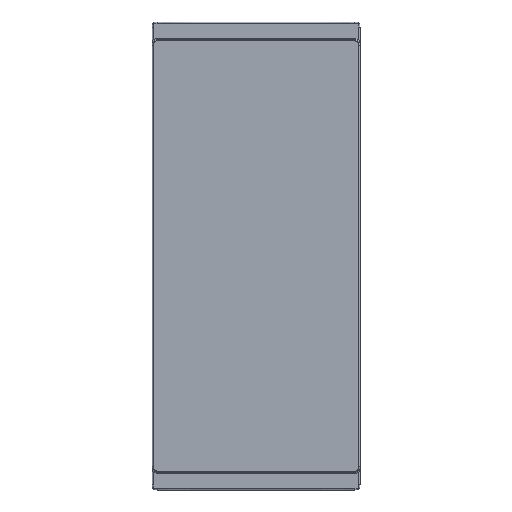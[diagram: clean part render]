
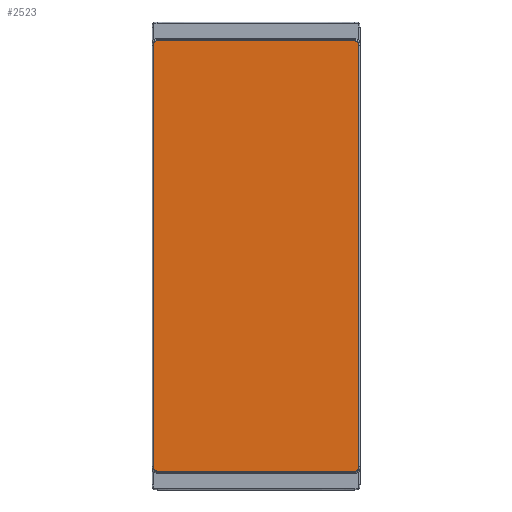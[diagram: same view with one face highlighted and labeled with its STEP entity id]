
A CAD part, front view. The second image highlights one B-rep face of the part: STEP entity #2523.
In plain terms, the highlighted planar face has unit normal (0, -1, 0).
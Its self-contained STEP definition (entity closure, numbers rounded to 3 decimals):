
#1 = CARTESIAN_POINT ( 'NONE',  ( -99., 0., -202.762 ) ) ;
#26 = CARTESIAN_POINT ( 'NONE',  ( 99., 0., -205.118 ) ) ;
#33 = CARTESIAN_POINT ( 'NONE',  ( -99., 0., 202.762 ) ) ;
#45 = VERTEX_POINT ( 'NONE', #1734 ) ;
#69 = ORIENTED_EDGE ( 'NONE', *, *, #1138, .T. ) ;
#242 = CARTESIAN_POINT ( 'NONE',  ( -99., 0., 205.118 ) ) ;
#273 = VERTEX_POINT ( 'NONE', #1 ) ;
#284 = EDGE_CURVE ( 'NONE', #2183, #2464, #2852, .T. ) ;
#462 = ORIENTED_EDGE ( 'NONE', *, *, #2468, .T. ) ;
#497 = LINE ( 'NONE', #2142, #2899 ) ;
#550 = CARTESIAN_POINT ( 'NONE',  ( -97.343, 0., 206.784 ) ) ;
#609 = CARTESIAN_POINT ( 'NONE',  ( -97.343, 0., -206.784 ) ) ;
#620 =( BOUNDED_CURVE ( )  B_SPLINE_CURVE ( 3, ( #3327, #2487, #609, #2798 ),
 .UNSPECIFIED., .F., .T. ) 
 B_SPLINE_CURVE_WITH_KNOTS ( ( 4, 4 ),
 ( 1.571, 3.142 ),
 .UNSPECIFIED. ) 
 CURVE ( )  GEOMETRIC_REPRESENTATION_ITEM ( )  RATIONAL_B_SPLINE_CURVE ( ( 1., 0.805, 0.805, 1. ) ) 
 REPRESENTATION_ITEM ( '' )  );
#834 = EDGE_CURVE ( 'NONE', #2660, #2183, #2981, .T. ) ;
#844 = CARTESIAN_POINT ( 'NONE',  ( 99., 0., 202.657 ) ) ;
#892 = CARTESIAN_POINT ( 'NONE',  ( -95., 0., 206.784 ) ) ;
#920 = VERTEX_POINT ( 'NONE', #2214 ) ;
#974 = VECTOR ( 'NONE', #3036, 1000. ) ;
#1005 = CARTESIAN_POINT ( 'NONE',  ( 99., 0., 202.762 ) ) ;
#1046 =( BOUNDED_CURVE ( )  B_SPLINE_CURVE ( 3, ( #2746, #550, #242, #2440 ),
 .UNSPECIFIED., .F., .T. ) 
 B_SPLINE_CURVE_WITH_KNOTS ( ( 4, 4 ),
 ( 0., 1.571 ),
 .UNSPECIFIED. ) 
 CURVE ( )  GEOMETRIC_REPRESENTATION_ITEM ( )  RATIONAL_B_SPLINE_CURVE ( ( 1., 0.805, 0.805, 1. ) ) 
 REPRESENTATION_ITEM ( '' )  );
#1138 = EDGE_CURVE ( 'NONE', #3407, #273, #497, .T. ) ;
#1267 = CARTESIAN_POINT ( 'NONE',  ( 99., 0., 202.762 ) ) ;
#1315 = ORIENTED_EDGE ( 'NONE', *, *, #284, .T. ) ;
#1381 = VECTOR ( 'NONE', #4003, 1000. ) ;
#1427 = EDGE_CURVE ( 'NONE', #2850, #920, #2375, .T. ) ;
#1468 = DIRECTION ( 'NONE',  ( 0., 0., -1. ) ) ;
#1660 = CARTESIAN_POINT ( 'NONE',  ( -95., 0., 206.784 ) ) ;
#1723 = AXIS2_PLACEMENT_3D ( 'NONE', #2089, #3351, #1468 ) ;
#1734 = CARTESIAN_POINT ( 'NONE',  ( -95., 0., -206.784 ) ) ;
#1809 = LINE ( 'NONE', #844, #974 ) ;
#1910 = LINE ( 'NONE', #2003, #2646 ) ;
#2003 = CARTESIAN_POINT ( 'NONE',  ( 95., 0., -206.784 ) ) ;
#2089 = CARTESIAN_POINT ( 'NONE',  ( 0., 0., 0. ) ) ;
#2142 = CARTESIAN_POINT ( 'NONE',  ( -99., 0., -202.657 ) ) ;
#2183 = VERTEX_POINT ( 'NONE', #3662 ) ;
#2214 = CARTESIAN_POINT ( 'NONE',  ( 99., 0., -202.762 ) ) ;
#2317 = EDGE_LOOP ( 'NONE', ( #3110, #69, #2704, #462, #2655, #3787, #3202, #1315 ) ) ;
#2375 =( BOUNDED_CURVE ( )  B_SPLINE_CURVE ( 3, ( #3475, #3799, #26, #2800 ),
 .UNSPECIFIED., .F., .T. ) 
 B_SPLINE_CURVE_WITH_KNOTS ( ( 4, 4 ),
 ( 0., 1.571 ),
 .UNSPECIFIED. ) 
 CURVE ( )  GEOMETRIC_REPRESENTATION_ITEM ( )  RATIONAL_B_SPLINE_CURVE ( ( 1., 0.805, 0.805, 1. ) ) 
 REPRESENTATION_ITEM ( '' )  );
#2440 = CARTESIAN_POINT ( 'NONE',  ( -99., 0., 202.762 ) ) ;
#2464 = VERTEX_POINT ( 'NONE', #1660 ) ;
#2468 = EDGE_CURVE ( 'NONE', #45, #2850, #1910, .T. ) ;
#2487 = CARTESIAN_POINT ( 'NONE',  ( -99., 0., -205.118 ) ) ;
#2512 = EDGE_CURVE ( 'NONE', #920, #2660, #1809, .T. ) ;
#2523 = ADVANCED_FACE ( 'NONE', ( #2543 ), #2724, .T. ) ;
#2543 = FACE_OUTER_BOUND ( 'NONE', #2317, .T. ) ;
#2569 = CARTESIAN_POINT ( 'NONE',  ( 99., 0., 205.118 ) ) ;
#2646 = VECTOR ( 'NONE', #2945, 1000. ) ;
#2655 = ORIENTED_EDGE ( 'NONE', *, *, #1427, .T. ) ;
#2660 = VERTEX_POINT ( 'NONE', #1267 ) ;
#2695 = DIRECTION ( 'NONE',  ( 0., 0., -1. ) ) ;
#2704 = ORIENTED_EDGE ( 'NONE', *, *, #3962, .T. ) ;
#2724 = PLANE ( 'NONE',  #1723 ) ;
#2746 = CARTESIAN_POINT ( 'NONE',  ( -95., 0., 206.784 ) ) ;
#2798 = CARTESIAN_POINT ( 'NONE',  ( -95., 0., -206.784 ) ) ;
#2800 = CARTESIAN_POINT ( 'NONE',  ( 99., 0., -202.762 ) ) ;
#2850 = VERTEX_POINT ( 'NONE', #3211 ) ;
#2852 = LINE ( 'NONE', #892, #1381 ) ;
#2881 = CARTESIAN_POINT ( 'NONE',  ( 97.343, 0., 206.784 ) ) ;
#2899 = VECTOR ( 'NONE', #2695, 1000. ) ;
#2945 = DIRECTION ( 'NONE',  ( 1., 0., 0. ) ) ;
#2981 =( BOUNDED_CURVE ( )  B_SPLINE_CURVE ( 3, ( #1005, #2569, #2881, #3198 ),
 .UNSPECIFIED., .F., .F. ) 
 B_SPLINE_CURVE_WITH_KNOTS ( ( 4, 4 ),
 ( 1.571, 3.142 ),
 .UNSPECIFIED. ) 
 CURVE ( )  GEOMETRIC_REPRESENTATION_ITEM ( )  RATIONAL_B_SPLINE_CURVE ( ( 1., 0.805, 0.805, 1. ) ) 
 REPRESENTATION_ITEM ( '' )  );
#3036 = DIRECTION ( 'NONE',  ( 0., 0., 1. ) ) ;
#3110 = ORIENTED_EDGE ( 'NONE', *, *, #3317, .T. ) ;
#3198 = CARTESIAN_POINT ( 'NONE',  ( 95., 0., 206.784 ) ) ;
#3202 = ORIENTED_EDGE ( 'NONE', *, *, #834, .T. ) ;
#3211 = CARTESIAN_POINT ( 'NONE',  ( 95., 0., -206.784 ) ) ;
#3317 = EDGE_CURVE ( 'NONE', #2464, #3407, #1046, .T. ) ;
#3327 = CARTESIAN_POINT ( 'NONE',  ( -99., 0., -202.762 ) ) ;
#3351 = DIRECTION ( 'NONE',  ( 0., -1., 0. ) ) ;
#3407 = VERTEX_POINT ( 'NONE', #33 ) ;
#3475 = CARTESIAN_POINT ( 'NONE',  ( 95., 0., -206.784 ) ) ;
#3662 = CARTESIAN_POINT ( 'NONE',  ( 95., 0., 206.784 ) ) ;
#3787 = ORIENTED_EDGE ( 'NONE', *, *, #2512, .T. ) ;
#3799 = CARTESIAN_POINT ( 'NONE',  ( 97.343, 0., -206.784 ) ) ;
#3962 = EDGE_CURVE ( 'NONE', #273, #45, #620, .T. ) ;
#4003 = DIRECTION ( 'NONE',  ( -1., 0., 0. ) ) ;
